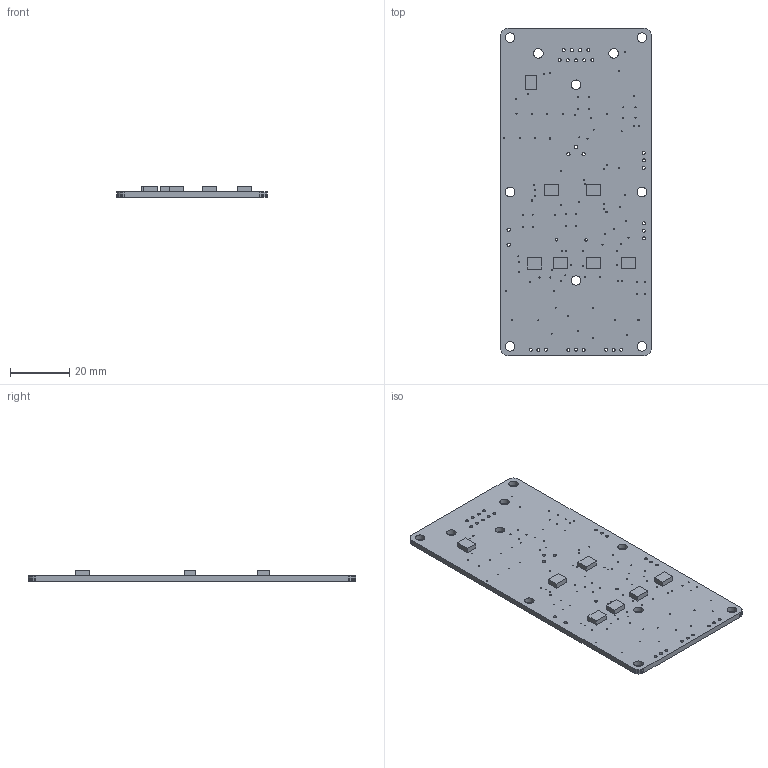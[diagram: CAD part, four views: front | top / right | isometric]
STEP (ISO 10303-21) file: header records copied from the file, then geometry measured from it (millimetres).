
FILE_DESCRIPTION(('Open CASCADE Model'),'2;1');
FILE_NAME('Open CASCADE Shape Model','2011-08-19T15:50:52',('Author'),( 'Open CASCADE'),'Open CASCADE STEP processor 6.2','Open CASCADE 6.2' ,'Unknown');
FILE_SCHEMA(('AUTOMOTIVE_DESIGN { 1 0 10303 214 1 1 1 1 }'));
Length unit declared in the file: millimetre
Products named in the file (13): PCB; Board; U10; 451269440; Extruded; U8; U2; U5; U3; 451264064; U4; U7
Assembly tree (17 placements, depth 4):
  PCB
    Board
    U10
      451269440
        Extruded
    U8
      451269440
        Extruded
    U2
      451269440
        Extruded
    U5
      451269440
        Extruded
    U3
      451264064
        Extruded
    U4
      451269440
        Extruded
    U7
      451269440
        Extruded
Bounding box: 50.82 x 110.51 x 3.59 mm (x, y, z)
Volume: 10334.8 mm3; surface area: 12635.3 mm2
Topology: 8 solids, 8 shells, 227 faces, 633 edges, 422 vertices
Faces by surface type: cylinder 143, plane 84
Full cylindrical faces by diameter (mm): 0.356 x100, 0.635 x2, 0.838 x2, 1.029 x24, 1.097 x5, 3.198 x10
Entity records: 15826 total; most frequent: CARTESIAN_POINT 4032, DIRECTION 2149, LINE 1147, VECTOR 1147, ORIENTED_EDGE 1146, PCURVE 1146, DEFINITIONAL_REPRESENTATION 1146, EDGE_CURVE 573
